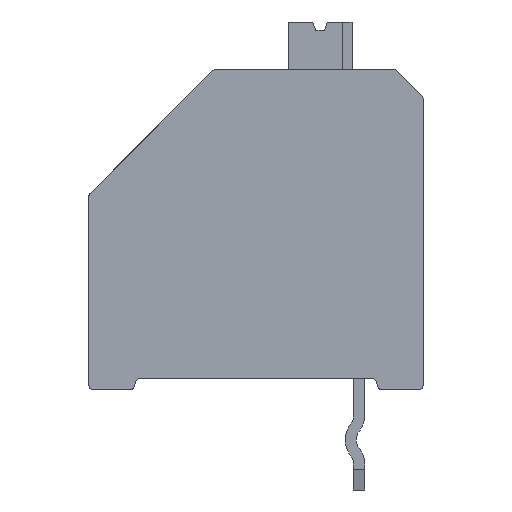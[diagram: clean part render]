
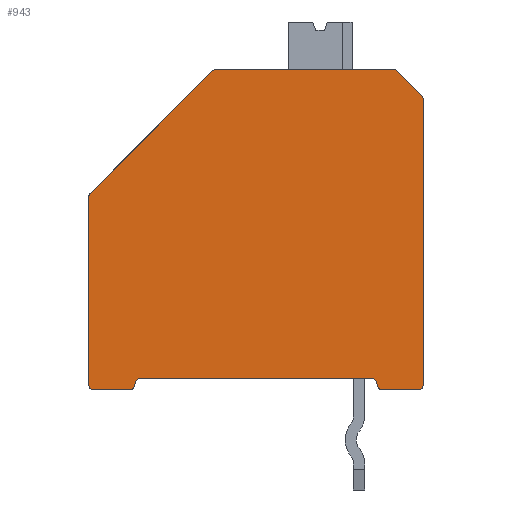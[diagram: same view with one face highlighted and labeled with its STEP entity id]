
A CAD part, front view. The second image highlights one B-rep face of the part: STEP entity #943.
In plain terms, the highlighted planar face has unit normal (0, -1, 0).
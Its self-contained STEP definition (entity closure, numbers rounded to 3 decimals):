
#943 = ADVANCED_FACE( '', ( #2238 ), #2239, .T. );
#2238 = FACE_OUTER_BOUND( '', #3968, .T. );
#2239 = PLANE( '', #3969 );
#3968 = EDGE_LOOP( '', ( #6267, #6268, #6269, #6270, #6271, #6272, #6273, #6274, #6275, #6276, #6277, #6278, #6279, #6280, #6281, #6282, #6283, #6284, #6285, #6286 ) );
#3969 = AXIS2_PLACEMENT_3D( '', #6287, #6288, #6289 );
#6267 = ORIENTED_EDGE( '', *, *, #11293, .F. );
#6268 = ORIENTED_EDGE( '', *, *, #11294, .T. );
#6269 = ORIENTED_EDGE( '', *, *, #10903, .F. );
#6270 = ORIENTED_EDGE( '', *, *, #10850, .T. );
#6271 = ORIENTED_EDGE( '', *, *, #11295, .F. );
#6272 = ORIENTED_EDGE( '', *, *, #11296, .T. );
#6273 = ORIENTED_EDGE( '', *, *, #11297, .T. );
#6274 = ORIENTED_EDGE( '', *, *, #11298, .T. );
#6275 = ORIENTED_EDGE( '', *, *, #11299, .F. );
#6276 = ORIENTED_EDGE( '', *, *, #11273, .T. );
#6277 = ORIENTED_EDGE( '', *, *, #11300, .T. );
#6278 = ORIENTED_EDGE( '', *, *, #11074, .F. );
#6279 = ORIENTED_EDGE( '', *, *, #11301, .T. );
#6280 = ORIENTED_EDGE( '', *, *, #11302, .F. );
#6281 = ORIENTED_EDGE( '', *, *, #11303, .T. );
#6282 = ORIENTED_EDGE( '', *, *, #11304, .T. );
#6283 = ORIENTED_EDGE( '', *, *, #11305, .F. );
#6284 = ORIENTED_EDGE( '', *, *, #11306, .T. );
#6285 = ORIENTED_EDGE( '', *, *, #11307, .T. );
#6286 = ORIENTED_EDGE( '', *, *, #11308, .T. );
#6287 = CARTESIAN_POINT( '', ( 0., -26., 0. ) );
#6288 = DIRECTION( '', ( 0., -1., 0. ) );
#6289 = DIRECTION( '', ( 0., 0., -1. ) );
#10850 = EDGE_CURVE( '', #13056, #13054, #13057, .T. );
#10903 = EDGE_CURVE( '', #13056, #13144, #13153, .T. );
#11074 = EDGE_CURVE( '', #13456, #13458, #13459, .T. );
#11273 = EDGE_CURVE( '', #13800, #13802, #13804, .T. );
#11293 = EDGE_CURVE( '', #13837, #13838, #13839, .T. );
#11294 = EDGE_CURVE( '', #13837, #13144, #13840, .T. );
#11295 = EDGE_CURVE( '', #13841, #13054, #13842, .T. );
#11296 = EDGE_CURVE( '', #13841, #13843, #13844, .T. );
#11297 = EDGE_CURVE( '', #13843, #13845, #13846, .T. );
#11298 = EDGE_CURVE( '', #13845, #13847, #13848, .T. );
#11299 = EDGE_CURVE( '', #13800, #13847, #13849, .T. );
#11300 = EDGE_CURVE( '', #13802, #13458, #13850, .T. );
#11301 = EDGE_CURVE( '', #13456, #13851, #13852, .T. );
#11302 = EDGE_CURVE( '', #13853, #13851, #13854, .T. );
#11303 = EDGE_CURVE( '', #13853, #13855, #13856, .T. );
#11304 = EDGE_CURVE( '', #13855, #13857, #13858, .T. );
#11305 = EDGE_CURVE( '', #13859, #13857, #13860, .T. );
#11306 = EDGE_CURVE( '', #13859, #13861, #13862, .T. );
#11307 = EDGE_CURVE( '', #13861, #13863, #13864, .T. );
#11308 = EDGE_CURVE( '', #13863, #13838, #13865, .T. );
#13054 = VERTEX_POINT( '', #16275 );
#13056 = VERTEX_POINT( '', #16278 );
#13057 = CIRCLE( '', #16279, 0.17 );
#13144 = VERTEX_POINT( '', #16405 );
#13153 = LINE( '', #16418, #16419 );
#13456 = VERTEX_POINT( '', #16824 );
#13458 = VERTEX_POINT( '', #16827 );
#13459 = CIRCLE( '', #16828, 0.17 );
#13800 = VERTEX_POINT( '', #17319 );
#13802 = VERTEX_POINT( '', #17322 );
#13804 = CIRCLE( '', #17325, 0.17 );
#13837 = VERTEX_POINT( '', #17370 );
#13838 = VERTEX_POINT( '', #17371 );
#13839 = LINE( '', #17372, #17373 );
#13840 = CIRCLE( '', #17374, 0.17 );
#13841 = VERTEX_POINT( '', #17375 );
#13842 = LINE( '', #17376, #17377 );
#13843 = VERTEX_POINT( '', #17378 );
#13844 = CIRCLE( '', #17379, 0.17 );
#13845 = VERTEX_POINT( '', #17380 );
#13846 = LINE( '', #17381, #17382 );
#13847 = VERTEX_POINT( '', #17383 );
#13848 = CIRCLE( '', #17384, 0.17 );
#13849 = LINE( '', #17385, #17386 );
#13850 = LINE( '', #17387, #17388 );
#13851 = VERTEX_POINT( '', #17389 );
#13852 = LINE( '', #17390, #17391 );
#13853 = VERTEX_POINT( '', #17392 );
#13854 = CIRCLE( '', #17393, 0.17 );
#13855 = VERTEX_POINT( '', #17394 );
#13856 = LINE( '', #17395, #17396 );
#13857 = VERTEX_POINT( '', #17397 );
#13858 = CIRCLE( '', #17398, 0.17 );
#13859 = VERTEX_POINT( '', #17399 );
#13860 = LINE( '', #17400, #17401 );
#13861 = VERTEX_POINT( '', #17402 );
#13862 = CIRCLE( '', #17403, 0.17 );
#13863 = VERTEX_POINT( '', #17404 );
#13864 = LINE( '', #17405, #17406 );
#13865 = CIRCLE( '', #17407, 0.17 );
#16275 = CARTESIAN_POINT( '', ( 4.45, -26., 11.28 ) );
#16278 = CARTESIAN_POINT( '', ( 4.57, -26., 11.33 ) );
#16279 = AXIS2_PLACEMENT_3D( '', #20552, #20553, #20554 );
#16405 = CARTESIAN_POINT( '', ( 10.93, -26., 11.33 ) );
#16418 = CARTESIAN_POINT( '', ( 4.5, -26., 11.33 ) );
#16419 = VECTOR( '', #20604, 1000. );
#16824 = CARTESIAN_POINT( '', ( 1.838, -26., 0.23 ) );
#16827 = CARTESIAN_POINT( '', ( 1.673, -26., 0.104 ) );
#16828 = AXIS2_PLACEMENT_3D( '', #20816, #20817, #20818 );
#17319 = CARTESIAN_POINT( '', ( 1.47, -26., -0.17 ) );
#17322 = CARTESIAN_POINT( '', ( 1.634, -26., -0.044 ) );
#17325 = AXIS2_PLACEMENT_3D( '', #21046, #21047, #21048 );
#17370 = CARTESIAN_POINT( '', ( 11.05, -26., 11.28 ) );
#17371 = CARTESIAN_POINT( '', ( 11.95, -26., 10.38 ) );
#17372 = CARTESIAN_POINT( '', ( 11.5, -26., 10.83 ) );
#17373 = VECTOR( '', #21067, 1000. );
#17374 = AXIS2_PLACEMENT_3D( '', #21068, #21069, #21070 );
#17375 = CARTESIAN_POINT( '', ( 0.05, -26., 6.88 ) );
#17376 = CARTESIAN_POINT( '', ( 1.847, -26., 8.677 ) );
#17377 = VECTOR( '', #21071, 1000. );
#17378 = CARTESIAN_POINT( '', ( 0., -26., 6.76 ) );
#17379 = AXIS2_PLACEMENT_3D( '', #21072, #21073, #21074 );
#17380 = CARTESIAN_POINT( '', ( 0., -26., 0. ) );
#17381 = CARTESIAN_POINT( '', ( 0., -26., 13.03 ) );
#17382 = VECTOR( '', #21075, 1000. );
#17383 = CARTESIAN_POINT( '', ( 0.17, -26., -0.17 ) );
#17384 = AXIS2_PLACEMENT_3D( '', #21076, #21077, #21078 );
#17385 = CARTESIAN_POINT( '', ( 6., -26., -0.17 ) );
#17386 = VECTOR( '', #21079, 1000. );
#17387 = CARTESIAN_POINT( '', ( 1.707, -26., 0.23 ) );
#17388 = VECTOR( '', #21080, 1000. );
#17389 = CARTESIAN_POINT( '', ( 10.162, -26., 0.23 ) );
#17390 = CARTESIAN_POINT( '', ( 8.312, -26., 0.23 ) );
#17391 = VECTOR( '', #21081, 1000. );
#17392 = CARTESIAN_POINT( '', ( 10.327, -26., 0.104 ) );
#17393 = AXIS2_PLACEMENT_3D( '', #21082, #21083, #21084 );
#17394 = CARTESIAN_POINT( '', ( 10.366, -26., -0.044 ) );
#17395 = CARTESIAN_POINT( '', ( 10.774, -26., -1.566 ) );
#17396 = VECTOR( '', #21085, 1000. );
#17397 = CARTESIAN_POINT( '', ( 10.53, -26., -0.17 ) );
#17398 = AXIS2_PLACEMENT_3D( '', #21086, #21087, #21088 );
#17399 = CARTESIAN_POINT( '', ( 11.83, -26., -0.17 ) );
#17400 = CARTESIAN_POINT( '', ( 6., -26., -0.17 ) );
#17401 = VECTOR( '', #21089, 1000. );
#17402 = CARTESIAN_POINT( '', ( 12., -26., 0. ) );
#17403 = AXIS2_PLACEMENT_3D( '', #21090, #21091, #21092 );
#17404 = CARTESIAN_POINT( '', ( 12., -26., 10.26 ) );
#17405 = CARTESIAN_POINT( '', ( 12., -26., -3.77 ) );
#17406 = VECTOR( '', #21093, 1000. );
#17407 = AXIS2_PLACEMENT_3D( '', #21094, #21095, #21096 );
#20552 = CARTESIAN_POINT( '', ( 4.57, -26., 11.16 ) );
#20553 = DIRECTION( '', ( 0., -1., 0. ) );
#20554 = DIRECTION( '', ( 0., 0., -1. ) );
#20604 = DIRECTION( '', ( 1., 0., 0. ) );
#20816 = CARTESIAN_POINT( '', ( 1.838, -26., 0.06 ) );
#20817 = DIRECTION( '', ( 0., -1., 0. ) );
#20818 = DIRECTION( '', ( 0., 0., -1. ) );
#21046 = CARTESIAN_POINT( '', ( 1.47, -26., 0. ) );
#21047 = DIRECTION( '', ( 0., -1., 0. ) );
#21048 = DIRECTION( '', ( 0., 0., -1. ) );
#21067 = DIRECTION( '', ( 0.707, 0., -0.707 ) );
#21068 = CARTESIAN_POINT( '', ( 10.93, -26., 11.16 ) );
#21069 = DIRECTION( '', ( 0., -1., 0. ) );
#21070 = DIRECTION( '', ( 0., 0., -1. ) );
#21071 = DIRECTION( '', ( 0.707, 0., 0.707 ) );
#21072 = CARTESIAN_POINT( '', ( 0.17, -26., 6.76 ) );
#21073 = DIRECTION( '', ( 0., -1., 0. ) );
#21074 = DIRECTION( '', ( 0., 0., -1. ) );
#21075 = DIRECTION( '', ( 0., 0., -1. ) );
#21076 = CARTESIAN_POINT( '', ( 0.17, -26., 0. ) );
#21077 = DIRECTION( '', ( 0., -1., 0. ) );
#21078 = DIRECTION( '', ( 0., 0., -1. ) );
#21079 = DIRECTION( '', ( -1., 0., 0. ) );
#21080 = DIRECTION( '', ( 0.259, 0., 0.966 ) );
#21081 = DIRECTION( '', ( 1., 0., 0. ) );
#21082 = CARTESIAN_POINT( '', ( 10.162, -26., 0.06 ) );
#21083 = DIRECTION( '', ( 0., -1., 0. ) );
#21084 = DIRECTION( '', ( 0., 0., -1. ) );
#21085 = DIRECTION( '', ( 0.259, 0., -0.966 ) );
#21086 = CARTESIAN_POINT( '', ( 10.53, -26., 0. ) );
#21087 = DIRECTION( '', ( 0., -1., 0. ) );
#21088 = DIRECTION( '', ( 0., 0., -1. ) );
#21089 = DIRECTION( '', ( -1., 0., 0. ) );
#21090 = CARTESIAN_POINT( '', ( 11.83, -26., 0. ) );
#21091 = DIRECTION( '', ( 0., -1., 0. ) );
#21092 = DIRECTION( '', ( 0., 0., -1. ) );
#21093 = DIRECTION( '', ( 0., 0., 1. ) );
#21094 = CARTESIAN_POINT( '', ( 11.83, -26., 10.26 ) );
#21095 = DIRECTION( '', ( 0., -1., 0. ) );
#21096 = DIRECTION( '', ( 0., 0., -1. ) );
